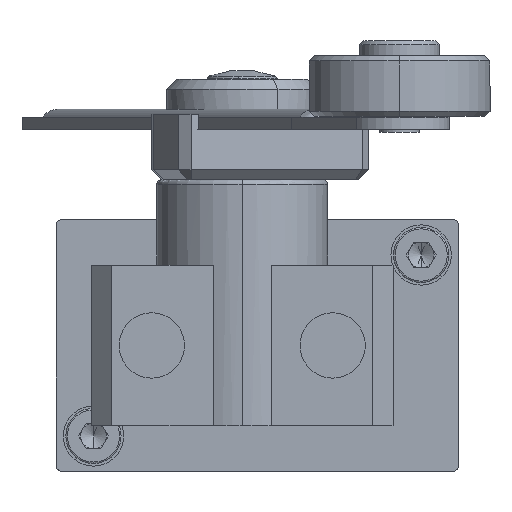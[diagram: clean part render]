
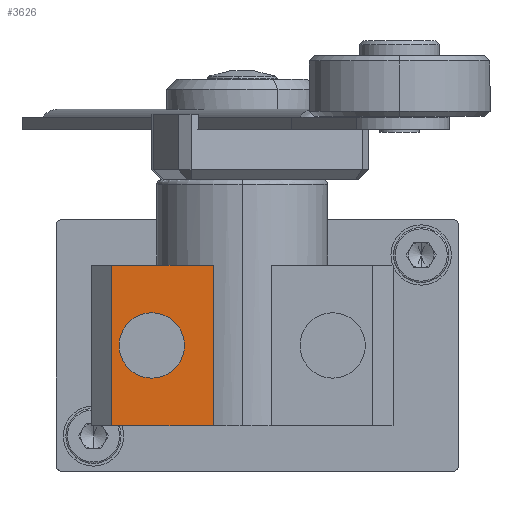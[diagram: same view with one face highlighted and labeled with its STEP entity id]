
A CAD part, left-side view. The second image highlights one B-rep face of the part: STEP entity #3626.
In plain terms, the highlighted planar face has unit normal (-1, 0, 0).
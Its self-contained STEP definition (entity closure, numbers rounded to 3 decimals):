
#39 = CARTESIAN_POINT ( 'NONE',  ( -60.9, 24.372, 20.5 ) ) ;
#158 = VECTOR ( 'NONE', #13152, 1000. ) ;
#160 = EDGE_CURVE ( 'NONE', #13321, #11844, #5755, .T. ) ;
#477 = VERTEX_POINT ( 'NONE', #9231 ) ;
#496 = FACE_OUTER_BOUND ( 'NONE', #2708, .T. ) ;
#533 = DIRECTION ( 'NONE',  ( 0., 0., -1. ) ) ;
#1141 = DIRECTION ( 'NONE',  ( -1., 0., 0. ) ) ;
#1146 = VERTEX_POINT ( 'NONE', #4285 ) ;
#1494 = DIRECTION ( 'NONE',  ( 0., 0., -1. ) ) ;
#1583 = LINE ( 'NONE', #7520, #11426 ) ;
#1798 = CARTESIAN_POINT ( 'NONE',  ( -60.9, 24.372, 4.5 ) ) ;
#1810 = AXIS2_PLACEMENT_3D ( 'NONE', #14317, #9921, #7500 ) ;
#2496 = ORIENTED_EDGE ( 'NONE', *, *, #4193, .F. ) ;
#2708 = EDGE_LOOP ( 'NONE', ( #5028, #12639, #10859, #2496 ) ) ;
#3183 = LINE ( 'NONE', #6157, #158 ) ;
#3626 = ADVANCED_FACE ( 'NONE', ( #3880, #496 ), #9000, .T. ) ;
#3868 = CARTESIAN_POINT ( 'NONE',  ( -60.9, 24.372, 20.5 ) ) ;
#3880 = FACE_BOUND ( 'NONE', #14122, .T. ) ;
#4024 = DIRECTION ( 'NONE',  ( -1., 0., 0. ) ) ;
#4070 = VERTEX_POINT ( 'NONE', #4933 ) ;
#4193 = EDGE_CURVE ( 'NONE', #477, #13321, #4628, .T. ) ;
#4285 = CARTESIAN_POINT ( 'NONE',  ( -60.9, 33.75, 12.5 ) ) ;
#4502 = CARTESIAN_POINT ( 'NONE',  ( -60.9, 24.372, 4.5 ) ) ;
#4572 = DIRECTION ( 'NONE',  ( 0., 1., 0. ) ) ;
#4628 = LINE ( 'NONE', #3868, #13900 ) ;
#4933 = CARTESIAN_POINT ( 'NONE',  ( -60.9, 34.5, 20.5 ) ) ;
#5028 = ORIENTED_EDGE ( 'NONE', *, *, #8795, .T. ) ;
#5176 = DIRECTION ( 'NONE',  ( 0., 1., 0. ) ) ;
#5755 = LINE ( 'NONE', #1798, #8946 ) ;
#6157 = CARTESIAN_POINT ( 'NONE',  ( -60.9, 24.372, 20.5 ) ) ;
#6561 = EDGE_CURVE ( 'NONE', #1146, #11452, #12875, .T. ) ;
#6748 = CIRCLE ( 'NONE', #8297, 3.25 ) ;
#6938 = EDGE_CURVE ( 'NONE', #11452, #1146, #6748, .T. ) ;
#7500 = DIRECTION ( 'NONE',  ( 0., 1., 0. ) ) ;
#7520 = CARTESIAN_POINT ( 'NONE',  ( -60.9, 34.5, 20.5 ) ) ;
#8297 = AXIS2_PLACEMENT_3D ( 'NONE', #10742, #4024, #5176 ) ;
#8659 = EDGE_CURVE ( 'NONE', #4070, #11844, #1583, .T. ) ;
#8795 = EDGE_CURVE ( 'NONE', #477, #4070, #3183, .T. ) ;
#8946 = VECTOR ( 'NONE', #12043, 1000. ) ;
#8948 = CARTESIAN_POINT ( 'NONE',  ( -60.9, 34.5, 4.5 ) ) ;
#9000 = PLANE ( 'NONE',  #12184 ) ;
#9231 = CARTESIAN_POINT ( 'NONE',  ( -60.9, 24.372, 20.5 ) ) ;
#9898 = ORIENTED_EDGE ( 'NONE', *, *, #6938, .F. ) ;
#9921 = DIRECTION ( 'NONE',  ( -1., 0., 0. ) ) ;
#10523 = CARTESIAN_POINT ( 'NONE',  ( -60.9, 27.25, 12.5 ) ) ;
#10742 = CARTESIAN_POINT ( 'NONE',  ( -60.9, 30.5, 12.5 ) ) ;
#10859 = ORIENTED_EDGE ( 'NONE', *, *, #160, .F. ) ;
#11426 = VECTOR ( 'NONE', #1494, 1000. ) ;
#11452 = VERTEX_POINT ( 'NONE', #10523 ) ;
#11844 = VERTEX_POINT ( 'NONE', #8948 ) ;
#12043 = DIRECTION ( 'NONE',  ( 0., 1., 0. ) ) ;
#12184 = AXIS2_PLACEMENT_3D ( 'NONE', #39, #1141, #4572 ) ;
#12639 = ORIENTED_EDGE ( 'NONE', *, *, #8659, .T. ) ;
#12875 = CIRCLE ( 'NONE', #1810, 3.25 ) ;
#12962 = ORIENTED_EDGE ( 'NONE', *, *, #6561, .F. ) ;
#13152 = DIRECTION ( 'NONE',  ( 0., 1., 0. ) ) ;
#13321 = VERTEX_POINT ( 'NONE', #4502 ) ;
#13900 = VECTOR ( 'NONE', #533, 1000. ) ;
#14122 = EDGE_LOOP ( 'NONE', ( #12962, #9898 ) ) ;
#14317 = CARTESIAN_POINT ( 'NONE',  ( -60.9, 30.5, 12.5 ) ) ;
